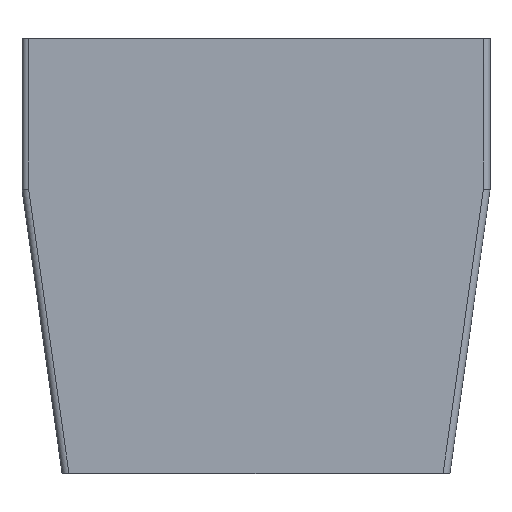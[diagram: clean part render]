
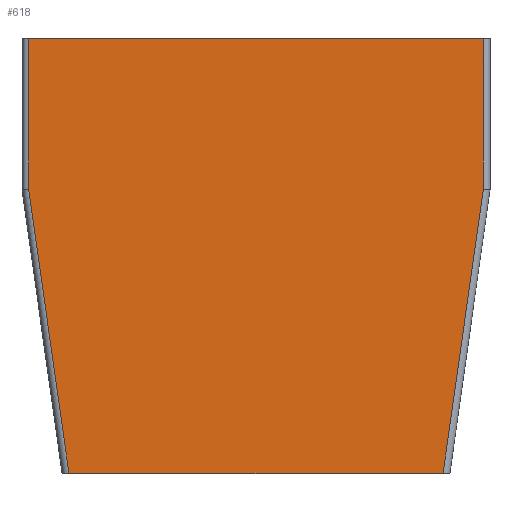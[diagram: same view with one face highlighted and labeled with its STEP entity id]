
A CAD part, top view. The second image highlights one B-rep face of the part: STEP entity #618.
In plain terms, the highlighted planar face has unit normal (0, 0, 1).
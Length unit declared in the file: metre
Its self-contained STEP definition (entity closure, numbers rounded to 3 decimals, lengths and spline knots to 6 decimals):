
#47=LINE('',#963,#94);
#58=LINE('',#999,#105);
#59=LINE('',#1001,#106);
#60=LINE('',#1003,#107);
#61=LINE('',#1005,#108);
#62=LINE('',#1007,#109);
#94=VECTOR('',#760,1.);
#105=VECTOR('',#789,1.);
#106=VECTOR('',#790,1.);
#107=VECTOR('',#791,1.);
#108=VECTOR('',#792,1.);
#109=VECTOR('',#793,1.);
#165=ORIENTED_EDGE('',*,*,#316,.T.);
#166=ORIENTED_EDGE('',*,*,#334,.T.);
#167=ORIENTED_EDGE('',*,*,#335,.T.);
#168=ORIENTED_EDGE('',*,*,#336,.F.);
#169=ORIENTED_EDGE('',*,*,#337,.T.);
#170=ORIENTED_EDGE('',*,*,#338,.T.);
#316=EDGE_CURVE('',#402,#401,#47,.T.);
#334=EDGE_CURVE('',#401,#418,#58,.F.);
#335=EDGE_CURVE('',#418,#419,#59,.T.);
#336=EDGE_CURVE('',#420,#419,#60,.T.);
#337=EDGE_CURVE('',#420,#421,#61,.F.);
#338=EDGE_CURVE('',#421,#402,#62,.T.);
#401=VERTEX_POINT('',#962);
#402=VERTEX_POINT('',#964);
#418=VERTEX_POINT('',#1000);
#419=VERTEX_POINT('',#1002);
#420=VERTEX_POINT('',#1004);
#421=VERTEX_POINT('',#1006);
#487=EDGE_LOOP('',(#165,#166,#167,#168,#169,#170));
#546=FACE_BOUND('',#487,.T.);
#601=PLANE('',#682);
#618=ADVANCED_FACE('',(#546),#601,.T.);
#682=AXIS2_PLACEMENT_3D('',#998,#787,#788);
#760=DIRECTION('',(1.,0.,0.));
#787=DIRECTION('',(0.,0.,1.));
#788=DIRECTION('',(1.,0.,0.));
#789=DIRECTION('',(-0.14,-0.99,0.));
#790=DIRECTION('',(0.,1.,0.));
#791=DIRECTION('',(1.,0.,0.));
#792=DIRECTION('',(0.,1.,0.));
#793=DIRECTION('',(0.14,-0.99,0.));
#962=CARTESIAN_POINT('',(0.03799,-0.065,0.));
#963=CARTESIAN_POINT('',(0.01,-0.065,0.));
#964=CARTESIAN_POINT('',(-0.01799,-0.065,0.));
#998=CARTESIAN_POINT('',(0.01,-0.065,0.));
#999=CARTESIAN_POINT('',(0.04401,-0.02246,0.));
#1000=CARTESIAN_POINT('',(0.044,-0.02253,0.));
#1001=CARTESIAN_POINT('',(0.044,0.,0.));
#1002=CARTESIAN_POINT('',(0.044,0.,0.));
#1003=CARTESIAN_POINT('',(0.01,0.,0.));
#1004=CARTESIAN_POINT('',(-0.024,0.,0.));
#1005=CARTESIAN_POINT('',(-0.024,-0.065,0.));
#1006=CARTESIAN_POINT('',(-0.024,-0.02253,0.));
#1007=CARTESIAN_POINT('',(-0.017441,-0.068883,0.));
